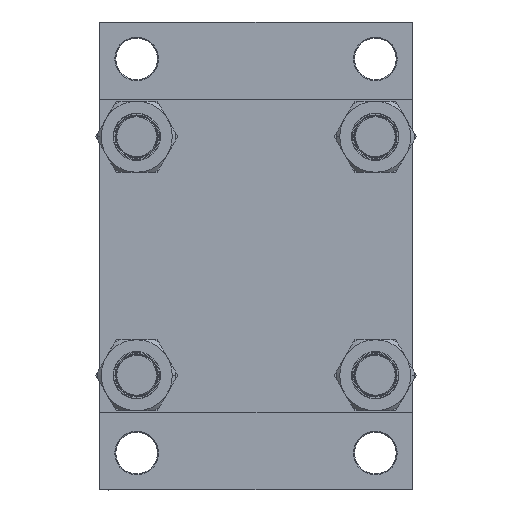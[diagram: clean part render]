
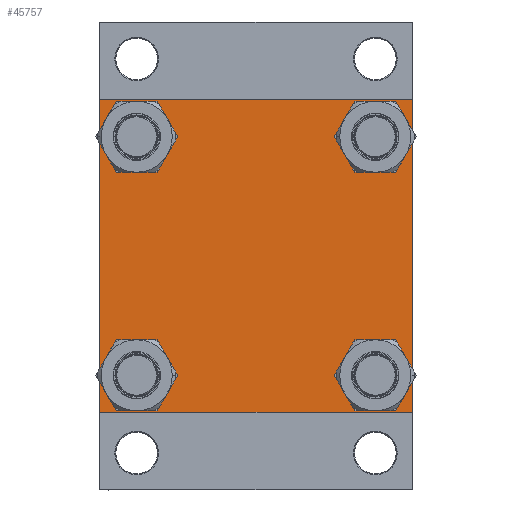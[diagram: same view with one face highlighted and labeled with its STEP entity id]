
A CAD part, left-side view. The second image highlights one B-rep face of the part: STEP entity #45757.
In plain terms, the highlighted planar face has unit normal (-1, 0, 0).
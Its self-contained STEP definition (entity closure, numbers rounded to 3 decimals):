
#1430 = DIRECTION ( 'NONE',  ( 0., -0.707, -0.707 ) ) ;
#1833 = ORIENTED_EDGE ( 'NONE', *, *, #32493, .T. ) ;
#1947 = EDGE_CURVE ( 'NONE', #38705, #3149, #30873, .T. ) ;
#2044 = CARTESIAN_POINT ( 'NONE',  ( 0., -82.5, 82.5 ) ) ;
#2282 = LINE ( 'NONE', #2044, #43775 ) ;
#2394 = DIRECTION ( 'NONE',  ( 0., 0.707, 0.707 ) ) ;
#2614 = VECTOR ( 'NONE', #39186, 1000. ) ;
#2643 = ORIENTED_EDGE ( 'NONE', *, *, #45004, .T. ) ;
#2672 = DIRECTION ( 'NONE',  ( 1., 0., 0. ) ) ;
#2781 = CARTESIAN_POINT ( 'NONE',  ( 0., 82.25, 82.25 ) ) ;
#3149 = VERTEX_POINT ( 'NONE', #19102 ) ;
#3238 = EDGE_LOOP ( 'NONE', ( #12213, #42029 ) ) ;
#3325 = CIRCLE ( 'NONE', #45659, 11.5 ) ;
#4686 = EDGE_CURVE ( 'NONE', #38556, #36982, #29285, .T. ) ;
#4739 = AXIS2_PLACEMENT_3D ( 'NONE', #29337, #29583, #25227 ) ;
#4844 = ORIENTED_EDGE ( 'NONE', *, *, #10200, .T. ) ;
#5438 = EDGE_LOOP ( 'NONE', ( #36424, #44532 ) ) ;
#5458 = AXIS2_PLACEMENT_3D ( 'NONE', #41910, #17047, #31773 ) ;
#5818 = EDGE_CURVE ( 'NONE', #21349, #30894, #25643, .T. ) ;
#5961 = ORIENTED_EDGE ( 'NONE', *, *, #13143, .T. ) ;
#6089 = CARTESIAN_POINT ( 'NONE',  ( 0., 62.95, -62.95 ) ) ;
#6091 = VERTEX_POINT ( 'NONE', #36944 ) ;
#6322 = DIRECTION ( 'NONE',  ( 0., 0., 1. ) ) ;
#6835 = CARTESIAN_POINT ( 'NONE',  ( 0., 62.95, 51.45 ) ) ;
#6993 = FACE_BOUND ( 'NONE', #3238, .T. ) ;
#7033 = VECTOR ( 'NONE', #40377, 1000. ) ;
#7688 = DIRECTION ( 'NONE',  ( 0., -1., 0. ) ) ;
#8890 = CARTESIAN_POINT ( 'NONE',  ( 0., 82., -82.5 ) ) ;
#9257 = PLANE ( 'NONE',  #43230 ) ;
#9482 = EDGE_CURVE ( 'NONE', #38373, #6091, #25981, .T. ) ;
#9987 = VERTEX_POINT ( 'NONE', #32605 ) ;
#10200 = EDGE_CURVE ( 'NONE', #24110, #15946, #3325, .T. ) ;
#10945 = CARTESIAN_POINT ( 'NONE',  ( 0., -62.95, 62.95 ) ) ;
#11087 = EDGE_CURVE ( 'NONE', #26533, #47594, #34154, .T. ) ;
#11872 = EDGE_CURVE ( 'NONE', #17552, #21349, #36565, .T. ) ;
#12213 = ORIENTED_EDGE ( 'NONE', *, *, #4686, .T. ) ;
#12697 = CARTESIAN_POINT ( 'NONE',  ( 0., 82., 82.5 ) ) ;
#12846 = DIRECTION ( 'NONE',  ( 1., 0., 0. ) ) ;
#12935 = CIRCLE ( 'NONE', #19085, 11.5 ) ;
#13143 = EDGE_CURVE ( 'NONE', #38373, #39460, #32408, .T. ) ;
#13231 = ORIENTED_EDGE ( 'NONE', *, *, #28742, .F. ) ;
#13463 = CARTESIAN_POINT ( 'NONE',  ( 0., 82.5, -82. ) ) ;
#13897 = CARTESIAN_POINT ( 'NONE',  ( 0., 82.5, -82.5 ) ) ;
#14137 = CARTESIAN_POINT ( 'NONE',  ( 0., 82.5, 82. ) ) ;
#14668 = CARTESIAN_POINT ( 'NONE',  ( 0., -82., -82.5 ) ) ;
#15548 = CARTESIAN_POINT ( 'NONE',  ( 0., -62.95, -51.45 ) ) ;
#15946 = VERTEX_POINT ( 'NONE', #34413 ) ;
#16478 = DIRECTION ( 'NONE',  ( -1., 0., 0. ) ) ;
#17047 = DIRECTION ( 'NONE',  ( 1., 0., 0. ) ) ;
#17440 = CARTESIAN_POINT ( 'NONE',  ( 0., -62.95, -62.95 ) ) ;
#17552 = VERTEX_POINT ( 'NONE', #8890 ) ;
#19057 = EDGE_CURVE ( 'NONE', #45080, #17552, #24309, .T. ) ;
#19085 = AXIS2_PLACEMENT_3D ( 'NONE', #45889, #12846, #22741 ) ;
#19102 = CARTESIAN_POINT ( 'NONE',  ( 0., 62.95, 74.45 ) ) ;
#19978 = LINE ( 'NONE', #20230, #33888 ) ;
#20230 = CARTESIAN_POINT ( 'NONE',  ( 0., -82.25, 82.25 ) ) ;
#20335 = FACE_OUTER_BOUND ( 'NONE', #26297, .T. ) ;
#20451 = DIRECTION ( 'NONE',  ( 0., 0., -1. ) ) ;
#20974 = DIRECTION ( 'NONE',  ( 0., 0., 1. ) ) ;
#21349 = VERTEX_POINT ( 'NONE', #14668 ) ;
#21599 = DIRECTION ( 'NONE',  ( 0., -1., 0. ) ) ;
#21795 = CIRCLE ( 'NONE', #24856, 11.5 ) ;
#22187 = CARTESIAN_POINT ( 'NONE',  ( 0., -62.95, 74.45 ) ) ;
#22308 = EDGE_LOOP ( 'NONE', ( #31040, #4844 ) ) ;
#22741 = DIRECTION ( 'NONE',  ( 0., 0., 1. ) ) ;
#23001 = CIRCLE ( 'NONE', #37649, 11.5 ) ;
#24110 = VERTEX_POINT ( 'NONE', #31835 ) ;
#24129 = CARTESIAN_POINT ( 'NONE',  ( 0., -62.95, 62.95 ) ) ;
#24309 = LINE ( 'NONE', #34443, #41266 ) ;
#24813 = EDGE_CURVE ( 'NONE', #3149, #38705, #12935, .T. ) ;
#24856 = AXIS2_PLACEMENT_3D ( 'NONE', #24129, #2672, #20974 ) ;
#24883 = EDGE_LOOP ( 'NONE', ( #44669, #36204 ) ) ;
#25131 = CARTESIAN_POINT ( 'NONE',  ( 0., -62.95, 51.45 ) ) ;
#25227 = DIRECTION ( 'NONE',  ( 0., 0., 1. ) ) ;
#25622 = DIRECTION ( 'NONE',  ( 1., 0., 0. ) ) ;
#25643 = LINE ( 'NONE', #29519, #7033 ) ;
#25981 = LINE ( 'NONE', #40722, #45622 ) ;
#26297 = EDGE_LOOP ( 'NONE', ( #2643, #31941, #44615, #28892, #13231, #1833, #38578, #5961 ) ) ;
#26423 = VECTOR ( 'NONE', #21599, 1000. ) ;
#26533 = VERTEX_POINT ( 'NONE', #22187 ) ;
#27567 = DIRECTION ( 'NONE',  ( 0., 0., -1. ) ) ;
#27919 = CARTESIAN_POINT ( 'NONE',  ( 0., 82.5, 82.5 ) ) ;
#28690 = FACE_BOUND ( 'NONE', #5438, .T. ) ;
#28742 = EDGE_CURVE ( 'NONE', #9987, #30894, #2282, .T. ) ;
#28892 = ORIENTED_EDGE ( 'NONE', *, *, #5818, .T. ) ;
#29082 = EDGE_CURVE ( 'NONE', #15946, #24110, #23001, .T. ) ;
#29285 = CIRCLE ( 'NONE', #5458, 11.5 ) ;
#29337 = CARTESIAN_POINT ( 'NONE',  ( 0., 62.95, 62.95 ) ) ;
#29519 = CARTESIAN_POINT ( 'NONE',  ( 0., -82.25, -82.25 ) ) ;
#29583 = DIRECTION ( 'NONE',  ( 1., 0., 0. ) ) ;
#30873 = CIRCLE ( 'NONE', #4739, 11.5 ) ;
#30894 = VERTEX_POINT ( 'NONE', #33463 ) ;
#30945 = AXIS2_PLACEMENT_3D ( 'NONE', #17440, #32155, #38927 ) ;
#31040 = ORIENTED_EDGE ( 'NONE', *, *, #29082, .T. ) ;
#31773 = DIRECTION ( 'NONE',  ( 0., 0., 1. ) ) ;
#31835 = CARTESIAN_POINT ( 'NONE',  ( 0., 62.95, -74.45 ) ) ;
#31941 = ORIENTED_EDGE ( 'NONE', *, *, #19057, .T. ) ;
#32155 = DIRECTION ( 'NONE',  ( 1., 0., 0. ) ) ;
#32408 = LINE ( 'NONE', #2781, #2614 ) ;
#32493 = EDGE_CURVE ( 'NONE', #9987, #6091, #19978, .T. ) ;
#32555 = CARTESIAN_POINT ( 'NONE',  ( 0., -62.95, -74.45 ) ) ;
#32605 = CARTESIAN_POINT ( 'NONE',  ( 0., -82.5, 82. ) ) ;
#33463 = CARTESIAN_POINT ( 'NONE',  ( 0., -82.5, -82. ) ) ;
#33888 = VECTOR ( 'NONE', #2394, 1000. ) ;
#34154 = CIRCLE ( 'NONE', #36462, 11.5 ) ;
#34413 = CARTESIAN_POINT ( 'NONE',  ( 0., 62.95, -51.45 ) ) ;
#34443 = CARTESIAN_POINT ( 'NONE',  ( 0., 82.25, -82.25 ) ) ;
#36204 = ORIENTED_EDGE ( 'NONE', *, *, #1947, .T. ) ;
#36424 = ORIENTED_EDGE ( 'NONE', *, *, #11087, .T. ) ;
#36462 = AXIS2_PLACEMENT_3D ( 'NONE', #10945, #25622, #44457 ) ;
#36565 = LINE ( 'NONE', #13897, #26423 ) ;
#36944 = CARTESIAN_POINT ( 'NONE',  ( 0., -82., 82.5 ) ) ;
#36982 = VERTEX_POINT ( 'NONE', #32555 ) ;
#37649 = AXIS2_PLACEMENT_3D ( 'NONE', #6089, #39334, #6322 ) ;
#38373 = VERTEX_POINT ( 'NONE', #12697 ) ;
#38556 = VERTEX_POINT ( 'NONE', #15548 ) ;
#38578 = ORIENTED_EDGE ( 'NONE', *, *, #9482, .F. ) ;
#38705 = VERTEX_POINT ( 'NONE', #6835 ) ;
#38927 = DIRECTION ( 'NONE',  ( 0., 0., 1. ) ) ;
#39186 = DIRECTION ( 'NONE',  ( 0., 0.707, -0.707 ) ) ;
#39334 = DIRECTION ( 'NONE',  ( 1., 0., 0. ) ) ;
#39460 = VERTEX_POINT ( 'NONE', #14137 ) ;
#40377 = DIRECTION ( 'NONE',  ( 0., -0.707, 0.707 ) ) ;
#40722 = CARTESIAN_POINT ( 'NONE',  ( 0., 82.5, 82.5 ) ) ;
#41266 = VECTOR ( 'NONE', #1430, 1000. ) ;
#41779 = CIRCLE ( 'NONE', #30945, 11.5 ) ;
#41910 = CARTESIAN_POINT ( 'NONE',  ( 0., -62.95, -62.95 ) ) ;
#42029 = ORIENTED_EDGE ( 'NONE', *, *, #47574, .T. ) ;
#42292 = FACE_BOUND ( 'NONE', #22308, .T. ) ;
#42537 = FACE_BOUND ( 'NONE', #24883, .T. ) ;
#43230 = AXIS2_PLACEMENT_3D ( 'NONE', #43889, #16478, #43425 ) ;
#43425 = DIRECTION ( 'NONE',  ( 0., 0., 1. ) ) ;
#43646 = DIRECTION ( 'NONE',  ( 0., 0., 1. ) ) ;
#43775 = VECTOR ( 'NONE', #27567, 1000. ) ;
#43784 = EDGE_CURVE ( 'NONE', #47594, #26533, #21795, .T. ) ;
#43877 = DIRECTION ( 'NONE',  ( 1., 0., 0. ) ) ;
#43889 = CARTESIAN_POINT ( 'NONE',  ( 0., 0., 0. ) ) ;
#44194 = VECTOR ( 'NONE', #20451, 1000. ) ;
#44355 = CARTESIAN_POINT ( 'NONE',  ( 0., 62.95, -62.95 ) ) ;
#44457 = DIRECTION ( 'NONE',  ( 0., 0., 1. ) ) ;
#44532 = ORIENTED_EDGE ( 'NONE', *, *, #43784, .T. ) ;
#44615 = ORIENTED_EDGE ( 'NONE', *, *, #11872, .T. ) ;
#44669 = ORIENTED_EDGE ( 'NONE', *, *, #24813, .T. ) ;
#45004 = EDGE_CURVE ( 'NONE', #39460, #45080, #46964, .T. ) ;
#45080 = VERTEX_POINT ( 'NONE', #13463 ) ;
#45622 = VECTOR ( 'NONE', #7688, 1000. ) ;
#45659 = AXIS2_PLACEMENT_3D ( 'NONE', #44355, #43877, #43646 ) ;
#45757 = ADVANCED_FACE ( 'NONE', ( #28690, #6993, #42292, #42537, #20335 ), #9257, .T. ) ;
#45889 = CARTESIAN_POINT ( 'NONE',  ( 0., 62.95, 62.95 ) ) ;
#46964 = LINE ( 'NONE', #27919, #44194 ) ;
#47574 = EDGE_CURVE ( 'NONE', #36982, #38556, #41779, .T. ) ;
#47594 = VERTEX_POINT ( 'NONE', #25131 ) ;
